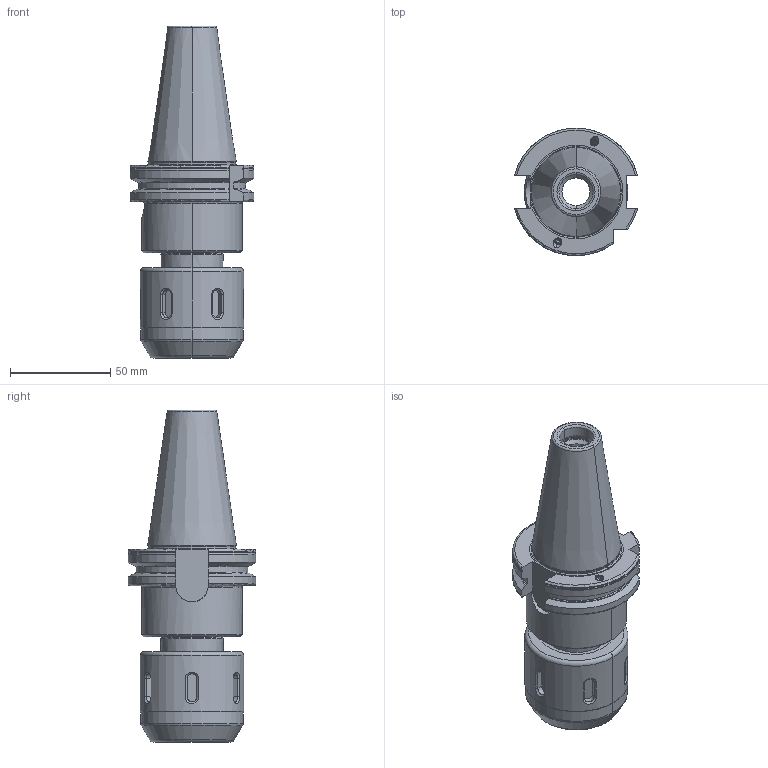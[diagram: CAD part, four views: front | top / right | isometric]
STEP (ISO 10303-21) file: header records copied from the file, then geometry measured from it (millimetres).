
FILE_DESCRIPTION((''),'2;1');
FILE_NAME('DC_403_64_20','2020-12-01T',('101107'),(''),'CREO PARAMETRIC BY PTC INC, 2016260','CREO PARAMETRIC BY PTC INC, 2016260','');
FILE_SCHEMA(('CONFIG_CONTROL_DESIGN'));
Length unit declared in the file: millimetre
Products named in the file (1): DC_403_64_20
Bounding box: 61.48 x 63.54 x 165.39 mm (x, y, z)
Volume: 207897.8 mm3; surface area: 62370 mm2
Topology: 2 solids, 26 shells, 439 faces, 996 edges, 590 vertices
Faces by surface type: cylinder 145, plane 125, cone 102, torus 55, bspline 12
Entity records: 13700 total; most frequent: CARTESIAN_POINT 4084, DIRECTION 2076, ORIENTED_EDGE 1892, EDGE_CURVE 946, AXIS2_PLACEMENT_3D 832, VERTEX_POINT 590, EDGE_LOOP 474, FACE_OUTER_BOUND 439
